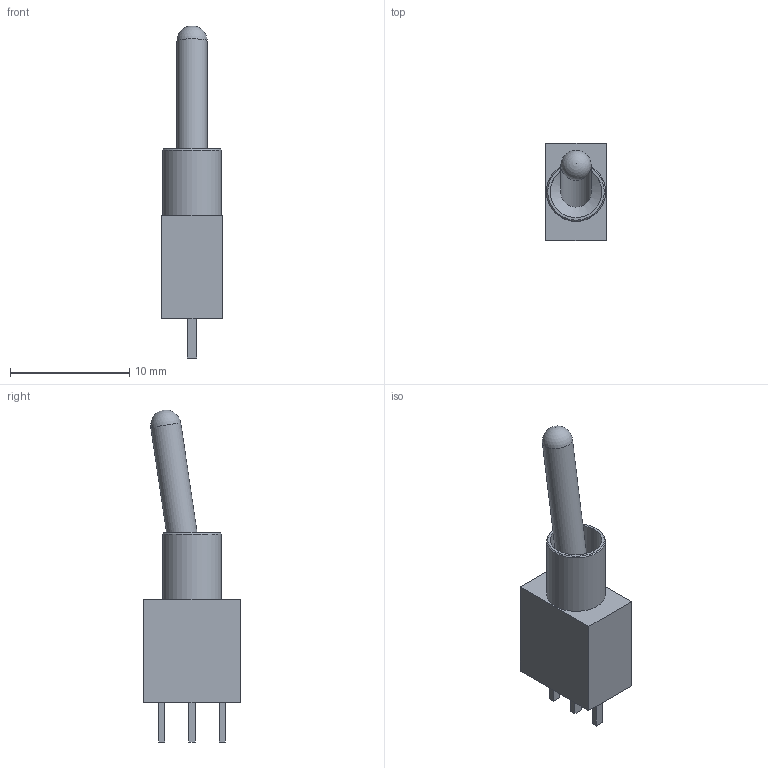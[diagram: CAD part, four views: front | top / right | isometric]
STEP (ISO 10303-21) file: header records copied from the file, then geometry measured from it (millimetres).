
FILE_DESCRIPTION(/* description */ (''),/* implementation_level */ '2;1');
FILE_NAME(/* name */ 'SW_Toggle_P2.54mm_Vertical.step',/* time_stamp */ '2019-02-09T19:30:42+09:00',/* author */ ('kanpapa'),/* organization */ (''),/* preprocessor_version */ 'ST-DEVELOPER v17.2',/* originating_system */ 'Autodesk Translation Framework v7.6.0.251',/* authorisation */ '');
FILE_SCHEMA (('AUTOMOTIVE_DESIGN { 1 0 10303 214 3 1 1 }'));
Length unit declared in the file: millimetre
Products named in the file (1): toggle switch new
Bounding box: 5.08 x 8.13 x 27.84 mm (x, y, z)
Volume: 453.3 mm3; surface area: 643.4 mm2
Topology: 5 solids, 5 shells, 32 faces, 67 edges, 45 vertices
Faces by surface type: plane 26, cylinder 3, cone 2, sphere 1
Full cylindrical faces by diameter (mm): 2.54 x1, 4.338 x1, 4.95 x1
Entity records: 895 total; most frequent: DIRECTION 143, CARTESIAN_POINT 143, ORIENTED_EDGE 130, EDGE_CURVE 65, LINE 53, VECTOR 53, VERTEX_POINT 45, AXIS2_PLACEMENT_3D 45
